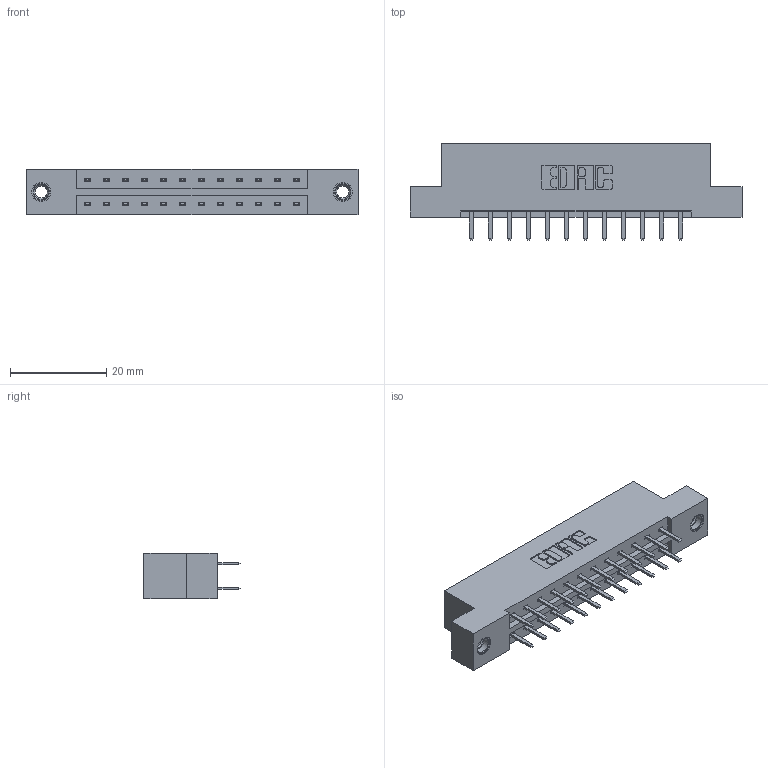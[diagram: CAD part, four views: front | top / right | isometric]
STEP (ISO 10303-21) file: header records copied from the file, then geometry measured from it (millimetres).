
FILE_DESCRIPTION (( 'STEP AP203' ), '1' );
FILE_NAME ('833-024-520-207.STEP', '2020-06-01T20:13:03', ( '' ), ( '' ), 'SwSTEP 2.0', 'SolidWorks 2020', '' );
FILE_SCHEMA (( 'CONFIG_CONTROL_DESIGN' ));
Length unit declared in the file: inch
Products named in the file (4): 345-292-001_345-293-120; 833 Part_Flush - .156 Dia - TI; 833-024-520-207; 345-250-001_345-250-005-103
Assembly tree (27 placements, depth 2):
  833-024-520-207
    833 Part_Flush - .156 Dia - TI
    345-292-001_345-293-120  x24
    345-250-001_345-250-005-103  x2
Bounding box: 69.09 x 20.02 x 9.4 mm (x, y, z)
Volume: 6748.9 mm3; surface area: 7662.7 mm2
Topology: 27 solids, 27 shells, 1518 faces, 4359 edges, 2834 vertices
Faces by surface type: plane 1014, cylinder 488, cone 12, torus 4
Entity records: 12900 total; most frequent: CARTESIAN_POINT 2169, ORIENTED_EDGE 2086, DIRECTION 1925, EDGE_CURVE 1043, VECTOR 891, LINE 891, VERTEX_POINT 688, AXIS2_PLACEMENT_3D 517
